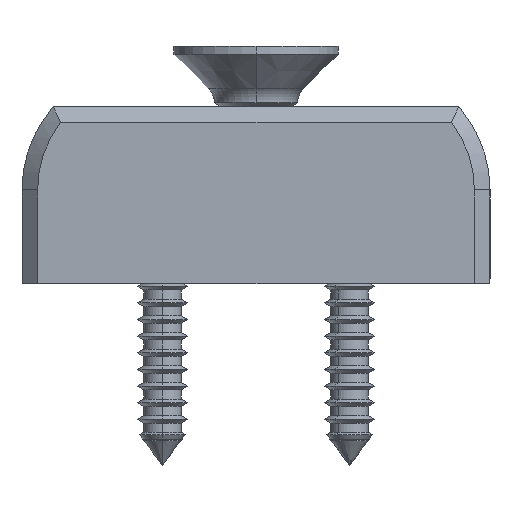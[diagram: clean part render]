
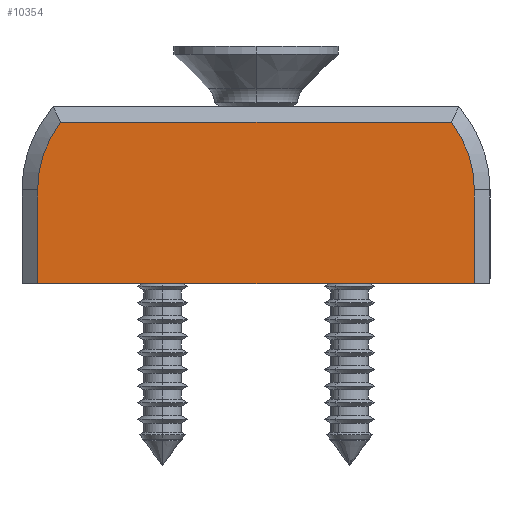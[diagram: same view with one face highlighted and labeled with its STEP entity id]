
A CAD part, left-side view. The second image highlights one B-rep face of the part: STEP entity #10354.
In plain terms, the highlighted planar face has unit normal (-1, 0, 0).
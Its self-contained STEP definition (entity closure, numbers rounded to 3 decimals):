
#496 = DIRECTION ( 'NONE',  ( 0., 0., -1. ) ) ;
#668 = VECTOR ( 'NONE', #7851, 1000. ) ;
#696 = VECTOR ( 'NONE', #496, 1000. ) ;
#741 = DIRECTION ( 'NONE',  ( 0., 0., -1. ) ) ;
#1333 = AXIS2_PLACEMENT_3D ( 'NONE', #7017, #16725, #741 ) ;
#1438 = LINE ( 'NONE', #26251, #668 ) ;
#2075 = ORIENTED_EDGE ( 'NONE', *, *, #20349, .T. ) ;
#3027 = VERTEX_POINT ( 'NONE', #16967 ) ;
#3447 = DIRECTION ( 'NONE',  ( 0., 1., 0. ) ) ;
#3818 = DIRECTION ( 'NONE',  ( 0., 0., -1. ) ) ;
#3850 = CARTESIAN_POINT ( 'NONE',  ( -93.5, -18.791, 6.494 ) ) ;
#5192 = CARTESIAN_POINT ( 'NONE',  ( -93.5, 19.5, 6.494 ) ) ;
#5346 = EDGE_CURVE ( 'NONE', #23805, #6337, #26076, .T. ) ;
#5417 = CARTESIAN_POINT ( 'NONE',  ( -93.5, 22.5, -9. ) ) ;
#5456 = LINE ( 'NONE', #5192, #13832 ) ;
#5644 = FACE_OUTER_BOUND ( 'NONE', #24110, .T. ) ;
#5811 = DIRECTION ( 'NONE',  ( 0., -1., 0. ) ) ;
#6337 = VERTEX_POINT ( 'NONE', #12630 ) ;
#6425 = CIRCLE ( 'NONE', #1333, 10.65 ) ;
#6921 = ORIENTED_EDGE ( 'NONE', *, *, #5346, .T. ) ;
#7017 = CARTESIAN_POINT ( 'NONE',  ( -93.5, -10.35, 0. ) ) ;
#7653 = PLANE ( 'NONE',  #23223 ) ;
#7851 = DIRECTION ( 'NONE',  ( 0., 0., 1. ) ) ;
#8011 = CARTESIAN_POINT ( 'NONE',  ( -93.5, 21., -9. ) ) ;
#9423 = EDGE_CURVE ( 'NONE', #17803, #23111, #5456, .T. ) ;
#10354 = ADVANCED_FACE ( 'NONE', ( #5644 ), #7653, .T. ) ;
#10751 = VECTOR ( 'NONE', #5811, 1000. ) ;
#10853 = EDGE_CURVE ( 'NONE', #3027, #23805, #18663, .T. ) ;
#11679 = ORIENTED_EDGE ( 'NONE', *, *, #13873, .T. ) ;
#12630 = CARTESIAN_POINT ( 'NONE',  ( -93.5, -21., -9. ) ) ;
#13832 = VECTOR ( 'NONE', #3447, 1000. ) ;
#13873 = EDGE_CURVE ( 'NONE', #6337, #24610, #1438, .T. ) ;
#15670 = CARTESIAN_POINT ( 'NONE',  ( -93.5, -21., 0. ) ) ;
#16049 = DIRECTION ( 'NONE',  ( -1., 0., 0. ) ) ;
#16334 = CARTESIAN_POINT ( 'NONE',  ( -93.5, 10.35, 0. ) ) ;
#16725 = DIRECTION ( 'NONE',  ( -1., 0., 0. ) ) ;
#16967 = CARTESIAN_POINT ( 'NONE',  ( -93.5, 21., 0. ) ) ;
#17803 = VERTEX_POINT ( 'NONE', #3850 ) ;
#18558 = ORIENTED_EDGE ( 'NONE', *, *, #21654, .T. ) ;
#18663 = LINE ( 'NONE', #20652, #696 ) ;
#20179 = AXIS2_PLACEMENT_3D ( 'NONE', #16334, #26350, #3818 ) ;
#20349 = EDGE_CURVE ( 'NONE', #23111, #3027, #24839, .T. ) ;
#20652 = CARTESIAN_POINT ( 'NONE',  ( -93.5, 21., -9. ) ) ;
#21654 = EDGE_CURVE ( 'NONE', #24610, #17803, #6425, .T. ) ;
#21941 = CARTESIAN_POINT ( 'NONE',  ( -93.5, 10.35, 0. ) ) ;
#23111 = VERTEX_POINT ( 'NONE', #24379 ) ;
#23223 = AXIS2_PLACEMENT_3D ( 'NONE', #21941, #16049, #24203 ) ;
#23650 = ORIENTED_EDGE ( 'NONE', *, *, #10853, .T. ) ;
#23805 = VERTEX_POINT ( 'NONE', #8011 ) ;
#24110 = EDGE_LOOP ( 'NONE', ( #6921, #11679, #18558, #26089, #2075, #23650 ) ) ;
#24203 = DIRECTION ( 'NONE',  ( 0., 0., -1. ) ) ;
#24379 = CARTESIAN_POINT ( 'NONE',  ( -93.5, 18.791, 6.494 ) ) ;
#24610 = VERTEX_POINT ( 'NONE', #15670 ) ;
#24839 = CIRCLE ( 'NONE', #20179, 10.65 ) ;
#26076 = LINE ( 'NONE', #5417, #10751 ) ;
#26089 = ORIENTED_EDGE ( 'NONE', *, *, #9423, .T. ) ;
#26251 = CARTESIAN_POINT ( 'NONE',  ( -93.5, -21., 0. ) ) ;
#26350 = DIRECTION ( 'NONE',  ( -1., 0., 0. ) ) ;
